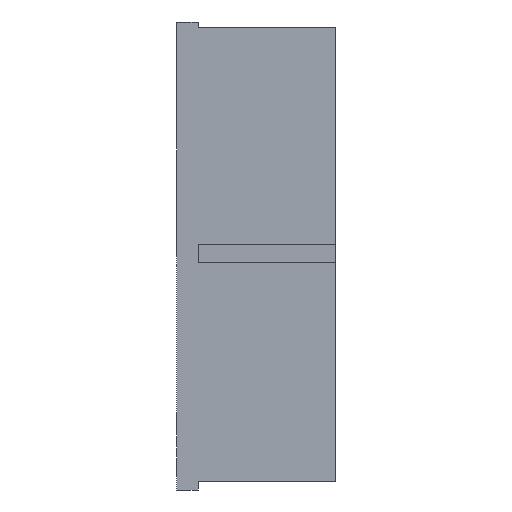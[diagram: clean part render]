
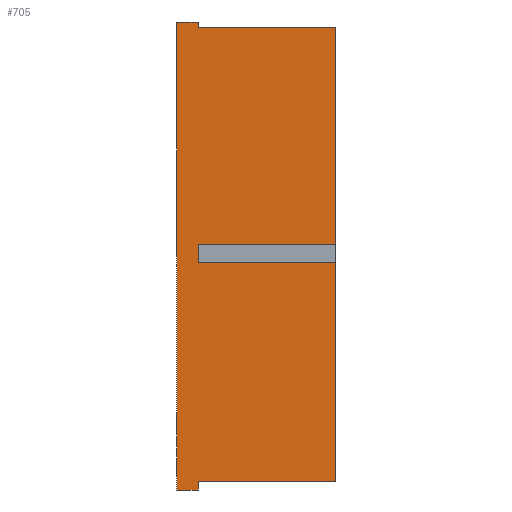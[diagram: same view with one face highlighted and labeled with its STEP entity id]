
A CAD part, left-side view. The second image highlights one B-rep face of the part: STEP entity #705.
In plain terms, the highlighted planar face has unit normal (-1, 0, 0).
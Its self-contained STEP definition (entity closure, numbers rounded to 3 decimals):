
#15 = CARTESIAN_POINT ( 'NONE',  ( 0., 0., -11.429 ) ) ;
#30 = DIRECTION ( 'NONE',  ( 0., 1., 0. ) ) ;
#31 = ORIENTED_EDGE ( 'NONE', *, *, #728, .F. ) ;
#38 = VERTEX_POINT ( 'NONE', #166 ) ;
#41 = LINE ( 'NONE', #988, #49 ) ;
#49 = VECTOR ( 'NONE', #580, 1000. ) ;
#50 = VECTOR ( 'NONE', #741, 1000. ) ;
#58 = ORIENTED_EDGE ( 'NONE', *, *, #898, .F. ) ;
#60 = CARTESIAN_POINT ( 'NONE',  ( 0., -6.5, -10.56 ) ) ;
#108 = CARTESIAN_POINT ( 'NONE',  ( 0., -6.5, -21.804 ) ) ;
#110 = VERTEX_POINT ( 'NONE', #814 ) ;
#124 = LINE ( 'NONE', #360, #609 ) ;
#126 = CARTESIAN_POINT ( 'NONE',  ( 0., 0., 0. ) ) ;
#132 = CARTESIAN_POINT ( 'NONE',  ( 0., 1., 0. ) ) ;
#138 = VERTEX_POINT ( 'NONE', #838 ) ;
#143 = EDGE_CURVE ( 'NONE', #167, #138, #501, .T. ) ;
#145 = CARTESIAN_POINT ( 'NONE',  ( 0., 1., -22.2 ) ) ;
#166 = CARTESIAN_POINT ( 'NONE',  ( 0., 0., -22.2 ) ) ;
#167 = VERTEX_POINT ( 'NONE', #900 ) ;
#230 = DIRECTION ( 'NONE',  ( 0., 1., 0. ) ) ;
#241 = CARTESIAN_POINT ( 'NONE',  ( 0., 0., -10.56 ) ) ;
#255 = VERTEX_POINT ( 'NONE', #744 ) ;
#262 = CARTESIAN_POINT ( 'NONE',  ( 0., -6.5, -11.429 ) ) ;
#269 = DIRECTION ( 'NONE',  ( 0., 1., 0. ) ) ;
#278 = CARTESIAN_POINT ( 'NONE',  ( 0., 0., 0. ) ) ;
#284 = LINE ( 'NONE', #874, #700 ) ;
#288 = CARTESIAN_POINT ( 'NONE',  ( 0., -6.5, -0.238 ) ) ;
#294 = VERTEX_POINT ( 'NONE', #241 ) ;
#311 = VERTEX_POINT ( 'NONE', #262 ) ;
#327 = LINE ( 'NONE', #587, #1081 ) ;
#337 = ORIENTED_EDGE ( 'NONE', *, *, #839, .T. ) ;
#344 = ORIENTED_EDGE ( 'NONE', *, *, #413, .T. ) ;
#360 = CARTESIAN_POINT ( 'NONE',  ( 0., -6.5, -10.56 ) ) ;
#406 = VECTOR ( 'NONE', #30, 1000. ) ;
#413 = EDGE_CURVE ( 'NONE', #824, #294, #551, .T. ) ;
#427 = LINE ( 'NONE', #603, #439 ) ;
#433 = DIRECTION ( 'NONE',  ( 0., 0., -1. ) ) ;
#439 = VECTOR ( 'NONE', #680, 1000. ) ;
#457 = DIRECTION ( 'NONE',  ( 0., -1., 0. ) ) ;
#501 = LINE ( 'NONE', #60, #665 ) ;
#513 = VERTEX_POINT ( 'NONE', #565 ) ;
#521 = AXIS2_PLACEMENT_3D ( 'NONE', #649, #681, #433 ) ;
#533 = ORIENTED_EDGE ( 'NONE', *, *, #1075, .T. ) ;
#536 = EDGE_CURVE ( 'NONE', #38, #513, #327, .T. ) ;
#540 = DIRECTION ( 'NONE',  ( 0., 1., 0. ) ) ;
#551 = LINE ( 'NONE', #888, #685 ) ;
#565 = CARTESIAN_POINT ( 'NONE',  ( 0., 0., -21.804 ) ) ;
#580 = DIRECTION ( 'NONE',  ( 0., 0., 1. ) ) ;
#587 = CARTESIAN_POINT ( 'NONE',  ( 0., 0., 0. ) ) ;
#603 = CARTESIAN_POINT ( 'NONE',  ( 0., -6.5, -21.804 ) ) ;
#604 = EDGE_CURVE ( 'NONE', #255, #513, #712, .T. ) ;
#607 = ORIENTED_EDGE ( 'NONE', *, *, #975, .T. ) ;
#609 = VECTOR ( 'NONE', #269, 1000. ) ;
#637 = EDGE_CURVE ( 'NONE', #138, #294, #124, .T. ) ;
#642 = LINE ( 'NONE', #288, #406 ) ;
#649 = CARTESIAN_POINT ( 'NONE',  ( 0., 1., 0. ) ) ;
#665 = VECTOR ( 'NONE', #1008, 1000. ) ;
#680 = DIRECTION ( 'NONE',  ( 0., 0., -1. ) ) ;
#681 = DIRECTION ( 'NONE',  ( 1., 0., 0. ) ) ;
#685 = VECTOR ( 'NONE', #797, 1000. ) ;
#687 = ORIENTED_EDGE ( 'NONE', *, *, #604, .F. ) ;
#700 = VECTOR ( 'NONE', #457, 1000. ) ;
#704 = LINE ( 'NONE', #278, #876 ) ;
#705 = ADVANCED_FACE ( 'NONE', ( #773 ), #1108, .F. ) ;
#712 = LINE ( 'NONE', #108, #1043 ) ;
#715 = DIRECTION ( 'NONE',  ( 0., 0., 1. ) ) ;
#728 = EDGE_CURVE ( 'NONE', #110, #1107, #41, .T. ) ;
#741 = DIRECTION ( 'NONE',  ( 0., -1., 0. ) ) ;
#744 = CARTESIAN_POINT ( 'NONE',  ( 0., -6.5, -21.804 ) ) ;
#764 = DIRECTION ( 'NONE',  ( 0., 0., 1. ) ) ;
#773 = FACE_OUTER_BOUND ( 'NONE', #1016, .T. ) ;
#797 = DIRECTION ( 'NONE',  ( 0., 0., 1. ) ) ;
#814 = CARTESIAN_POINT ( 'NONE',  ( 0., 1., -22.2 ) ) ;
#824 = VERTEX_POINT ( 'NONE', #15 ) ;
#831 = LINE ( 'NONE', #145, #50 ) ;
#835 = CARTESIAN_POINT ( 'NONE',  ( 0., -6.5, -11.429 ) ) ;
#838 = CARTESIAN_POINT ( 'NONE',  ( 0., -6.5, -10.56 ) ) ;
#839 = EDGE_CURVE ( 'NONE', #897, #1002, #704, .T. ) ;
#846 = ORIENTED_EDGE ( 'NONE', *, *, #855, .F. ) ;
#855 = EDGE_CURVE ( 'NONE', #1107, #1002, #284, .T. ) ;
#861 = ORIENTED_EDGE ( 'NONE', *, *, #637, .F. ) ;
#874 = CARTESIAN_POINT ( 'NONE',  ( 0., 1., 0. ) ) ;
#876 = VECTOR ( 'NONE', #715, 1000. ) ;
#888 = CARTESIAN_POINT ( 'NONE',  ( 0., 0., 0. ) ) ;
#897 = VERTEX_POINT ( 'NONE', #1113 ) ;
#898 = EDGE_CURVE ( 'NONE', #311, #255, #427, .T. ) ;
#900 = CARTESIAN_POINT ( 'NONE',  ( 0., -6.5, -0.238 ) ) ;
#920 = ORIENTED_EDGE ( 'NONE', *, *, #536, .T. ) ;
#973 = ORIENTED_EDGE ( 'NONE', *, *, #143, .F. ) ;
#975 = EDGE_CURVE ( 'NONE', #167, #897, #642, .T. ) ;
#988 = CARTESIAN_POINT ( 'NONE',  ( 0., 1., 0. ) ) ;
#1002 = VERTEX_POINT ( 'NONE', #126 ) ;
#1008 = DIRECTION ( 'NONE',  ( 0., 0., -1. ) ) ;
#1009 = LINE ( 'NONE', #835, #1116 ) ;
#1016 = EDGE_LOOP ( 'NONE', ( #920, #687, #58, #1096, #344, #861, #973, #607, #337, #846, #31, #533 ) ) ;
#1043 = VECTOR ( 'NONE', #540, 1000. ) ;
#1075 = EDGE_CURVE ( 'NONE', #110, #38, #831, .T. ) ;
#1081 = VECTOR ( 'NONE', #764, 1000. ) ;
#1091 = EDGE_CURVE ( 'NONE', #311, #824, #1009, .T. ) ;
#1096 = ORIENTED_EDGE ( 'NONE', *, *, #1091, .T. ) ;
#1107 = VERTEX_POINT ( 'NONE', #132 ) ;
#1108 = PLANE ( 'NONE',  #521 ) ;
#1113 = CARTESIAN_POINT ( 'NONE',  ( 0., 0., -0.238 ) ) ;
#1116 = VECTOR ( 'NONE', #230, 1000. ) ;
